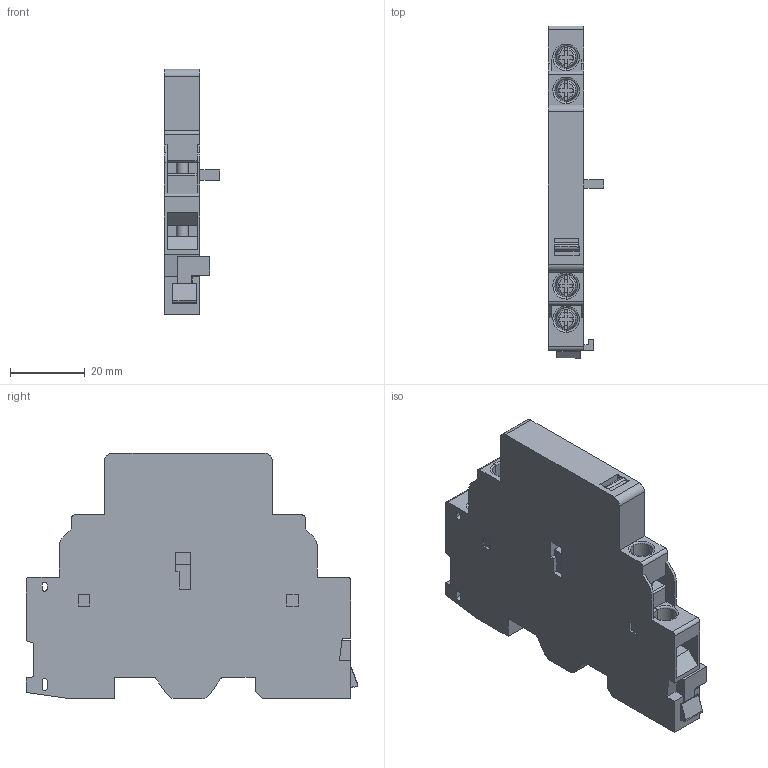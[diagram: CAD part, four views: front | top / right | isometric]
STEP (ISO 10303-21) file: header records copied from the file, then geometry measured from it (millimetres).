
FILE_DESCRIPTION((''),'2;1');
FILE_NAME('SB108702_3D_COLOUR','2013-09-04T',('SESA231906'),('Schneider-Electric'),'PRO/ENGINEER BY PARAMETRIC TECHNOLOGY CORPORATION, 2011410','PRO/ENGINEER BY PARAMETRIC TECHNOLOGY CORPORATION, 2011410','');
FILE_SCHEMA(('CONFIG_CONTROL_DESIGN'));
Length unit declared in the file: millimetre
Products named in the file (1): SB108702_3D_COLOUR
Bounding box: 14.8 x 88.97 x 65.8 mm (x, y, z)
Volume: 39470.4 mm3; surface area: 15641.8 mm2
Topology: 3 solids, 3 shells, 312 faces, 899 edges, 607 vertices
Faces by surface type: plane 228, cylinder 48, torus 26, cone 8, sphere 2
Entity records: 10480 total; most frequent: CARTESIAN_POINT 2058, ORIENTED_EDGE 1796, DIRECTION 1702, EDGE_CURVE 898, VECTOR 628, LINE 628, VERTEX_POINT 607, AXIS2_PLACEMENT_3D 537
